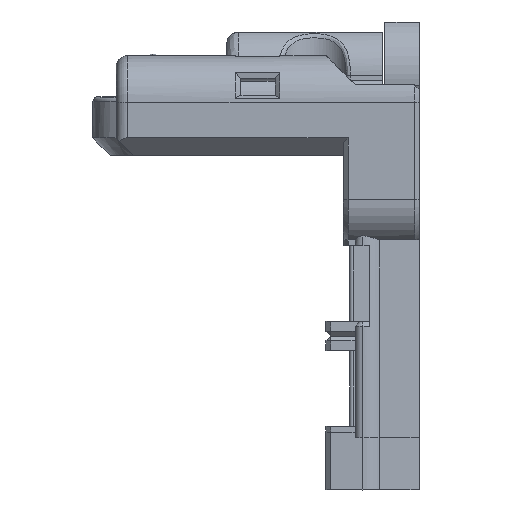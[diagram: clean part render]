
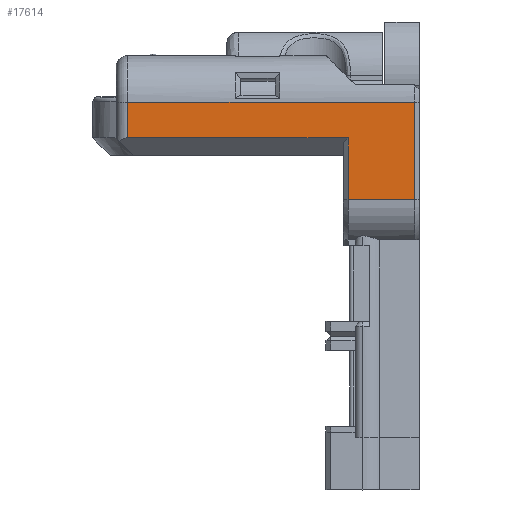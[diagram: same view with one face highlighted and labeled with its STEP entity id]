
A CAD part, left-side view. The second image highlights one B-rep face of the part: STEP entity #17614.
In plain terms, the highlighted planar face has unit normal (-1, 0, 0).
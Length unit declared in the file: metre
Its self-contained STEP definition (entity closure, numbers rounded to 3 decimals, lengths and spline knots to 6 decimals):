
#357=PLANE('',#18786);
#1595=LINE('',#25758,#3268);
#1624=LINE('',#26022,#3297);
#1629=LINE('',#26031,#3302);
#1631=LINE('',#26045,#3304);
#1633=LINE('',#26048,#3306);
#1634=LINE('',#26050,#3307);
#3268=VECTOR('',#20645,1.);
#3297=VECTOR('',#20762,1.);
#3302=VECTOR('',#20769,1.);
#3304=VECTOR('',#20779,1.);
#3306=VECTOR('',#20783,1.);
#3307=VECTOR('',#20784,1.);
#5351=ORIENTED_EDGE('',*,*,#10476,.F.);
#5352=ORIENTED_EDGE('',*,*,#10477,.T.);
#5353=ORIENTED_EDGE('',*,*,#10395,.T.);
#5354=ORIENTED_EDGE('',*,*,#10464,.F.);
#5355=ORIENTED_EDGE('',*,*,#10469,.F.);
#5356=ORIENTED_EDGE('',*,*,#10474,.F.);
#10395=EDGE_CURVE('',#12993,#12992,#1595,.T.);
#10464=EDGE_CURVE('',#13041,#12992,#1624,.T.);
#10469=EDGE_CURVE('',#13039,#13041,#1629,.T.);
#10474=EDGE_CURVE('',#13047,#13039,#1631,.T.);
#10476=EDGE_CURVE('',#13048,#13047,#1633,.T.);
#10477=EDGE_CURVE('',#13048,#12993,#1634,.T.);
#12992=VERTEX_POINT('',#25757);
#12993=VERTEX_POINT('',#25759);
#13039=VERTEX_POINT('',#26017);
#13041=VERTEX_POINT('',#26023);
#13047=VERTEX_POINT('',#26044);
#13048=VERTEX_POINT('',#26049);
#15022=EDGE_LOOP('',(#5351,#5352,#5353,#5354,#5355,#5356));
#16216=FACE_BOUND('',#15022,.T.);
#17614=ADVANCED_FACE('',(#16216),#357,.F.);
#18786=AXIS2_PLACEMENT_3D('',#26047,#20781,#20782);
#20645=DIRECTION('',(0.,0.,-1.));
#20762=DIRECTION('',(0.,1.,0.));
#20769=DIRECTION('',(0.,0.,1.));
#20779=DIRECTION('',(0.,1.,0.));
#20781=DIRECTION('',(1.,0.,0.));
#20782=DIRECTION('',(0.,-1.,0.));
#20783=DIRECTION('',(0.,0.,-1.));
#20784=DIRECTION('',(0.,1.,0.));
#25757=CARTESIAN_POINT('',(-0.017025,0.03657,0.061693));
#25758=CARTESIAN_POINT('',(-0.017025,0.03657,0.039593));
#25759=CARTESIAN_POINT('',(-0.017025,0.03657,0.064741));
#26017=CARTESIAN_POINT('',(-0.017025,0.01767,0.056393));
#26022=CARTESIAN_POINT('',(-0.017025,0.035091,0.061693));
#26023=CARTESIAN_POINT('',(-0.017025,0.01767,0.061693));
#26031=CARTESIAN_POINT('',(-0.017025,0.01767,0.039593));
#26044=CARTESIAN_POINT('',(-0.017025,0.01197,0.056393));
#26045=CARTESIAN_POINT('',(-0.017025,0.026591,0.056393));
#26047=CARTESIAN_POINT('',(-0.017025,0.033611,0.055493));
#26048=CARTESIAN_POINT('',(-0.017025,0.01197,0.044893));
#26049=CARTESIAN_POINT('',(-0.017025,0.01197,0.064741));
#26050=CARTESIAN_POINT('',(-0.017025,0.034809,0.064741));
